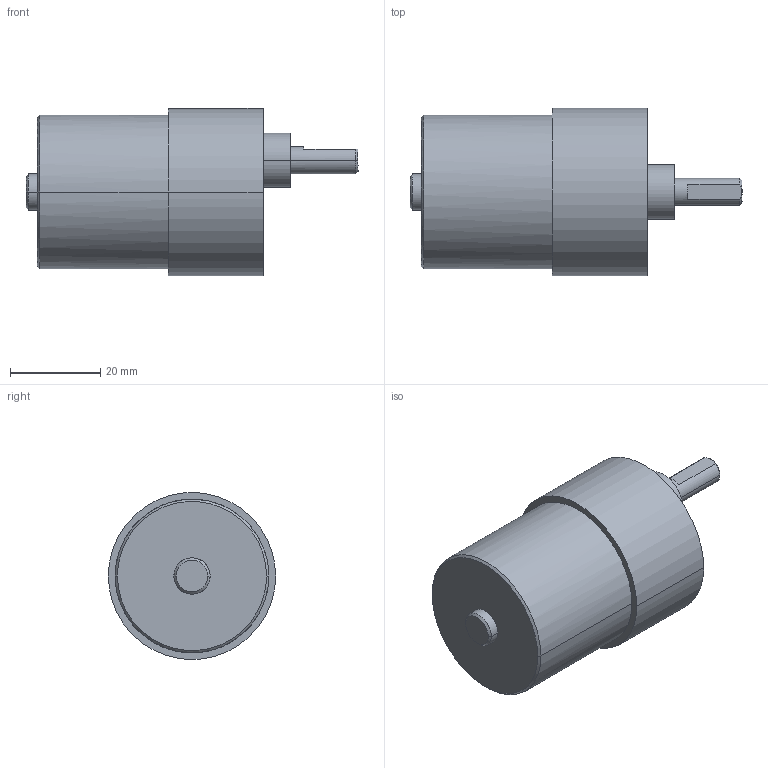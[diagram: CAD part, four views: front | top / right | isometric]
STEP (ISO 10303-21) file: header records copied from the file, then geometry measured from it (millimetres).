
FILE_DESCRIPTION(/* description */ (''),/* implementation_level */ '2;1');
FILE_NAME(/* name */ 'moteur',/* time_stamp */ '2025-01-02T19:03:29+01:00',/* author */ (''),/* organization */ (''),/* preprocessor_version */ 'ST-DEVELOPER v16.5',/* originating_system */ 'Rhino 7.37',/* authorisation */ '');
FILE_SCHEMA (('CONFIG_CONTROL_DESIGN'));
Length unit declared in the file: millimetre
Products named in the file (1): Document
Bounding box: 73.5 x 37 x 36.99 mm (x, y, z)
Volume: 49925.1 mm3; surface area: 8571.5 mm2
Topology: 1 solids, 1 shells, 61 faces, 134 edges, 73 vertices
Faces by surface type: bspline 31, cylinder 22, plane 8
Entity records: 1725 total; most frequent: CARTESIAN_POINT 844, ORIENTED_EDGE 244, EDGE_CURVE 122, VERTEX_POINT 73, EDGE_LOOP 71, ADVANCED_FACE 61, FACE_OUTER_BOUND 61, B_SPLINE_CURVE_WITH_KNOTS 57
